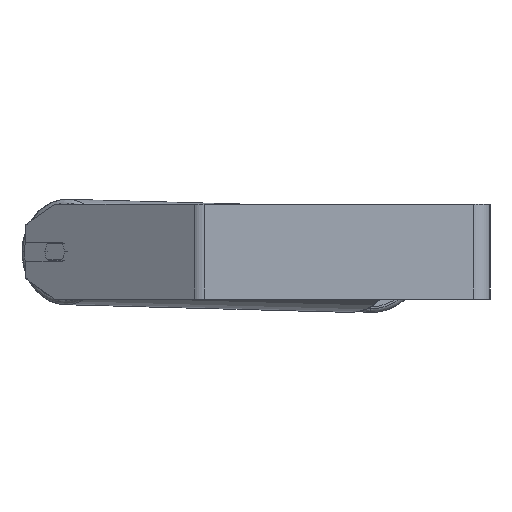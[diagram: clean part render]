
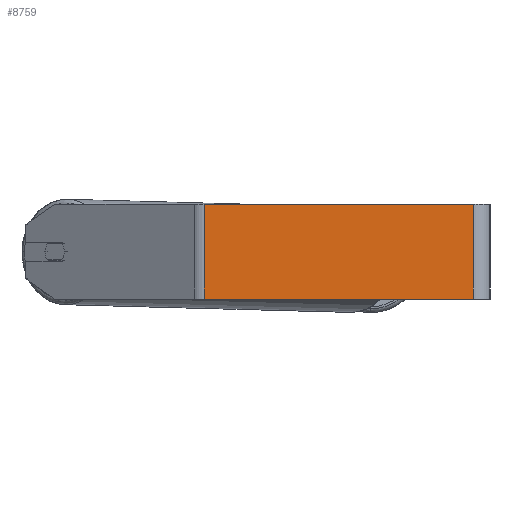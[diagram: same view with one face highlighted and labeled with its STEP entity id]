
A CAD part, left-side view. The second image highlights one B-rep face of the part: STEP entity #8759.
In plain terms, the highlighted planar face has unit normal (-1, 0, 0).
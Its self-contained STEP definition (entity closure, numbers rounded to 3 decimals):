
#2 = DIRECTION ( 'NONE',  ( 0., 0., -1. ) ) ;
#29 = ORIENTED_EDGE ( 'NONE', *, *, #5121, .F. ) ;
#175 = EDGE_LOOP ( 'NONE', ( #2201, #29, #2524, #2172 ) ) ;
#252 = CARTESIAN_POINT ( 'NONE',  ( -700., 241.283, 40. ) ) ;
#605 = EDGE_CURVE ( 'NONE', #6502, #2967, #4255, .T. ) ;
#836 = EDGE_CURVE ( 'NONE', #2967, #5662, #8080, .T. ) ;
#1305 = CARTESIAN_POINT ( 'NONE',  ( -700., 14., 40. ) ) ;
#1917 = LINE ( 'NONE', #4545, #8749 ) ;
#2172 = ORIENTED_EDGE ( 'NONE', *, *, #605, .T. ) ;
#2201 = ORIENTED_EDGE ( 'NONE', *, *, #836, .T. ) ;
#2524 = ORIENTED_EDGE ( 'NONE', *, *, #6623, .F. ) ;
#2967 = VERTEX_POINT ( 'NONE', #6366 ) ;
#3093 = CARTESIAN_POINT ( 'NONE',  ( -700., 14., 40. ) ) ;
#3131 = LINE ( 'NONE', #1305, #7462 ) ;
#3245 = PLANE ( 'NONE',  #4847 ) ;
#3300 = DIRECTION ( 'NONE',  ( 0., -1., 0. ) ) ;
#4031 = DIRECTION ( 'NONE',  ( 0., 0., -1. ) ) ;
#4255 = LINE ( 'NONE', #6072, #7412 ) ;
#4545 = CARTESIAN_POINT ( 'NONE',  ( -700., 245.697, 40. ) ) ;
#4714 = CARTESIAN_POINT ( 'NONE',  ( -700., 14., -40. ) ) ;
#4847 = AXIS2_PLACEMENT_3D ( 'NONE', #7942, #6740, #4031 ) ;
#5121 = EDGE_CURVE ( 'NONE', #6170, #5662, #3131, .T. ) ;
#5249 = FACE_OUTER_BOUND ( 'NONE', #175, .T. ) ;
#5662 = VERTEX_POINT ( 'NONE', #4714 ) ;
#6072 = CARTESIAN_POINT ( 'NONE',  ( -700., 241.283, 40. ) ) ;
#6170 = VERTEX_POINT ( 'NONE', #3093 ) ;
#6366 = CARTESIAN_POINT ( 'NONE',  ( -700., 241.283, -40. ) ) ;
#6502 = VERTEX_POINT ( 'NONE', #252 ) ;
#6623 = EDGE_CURVE ( 'NONE', #6502, #6170, #1917, .T. ) ;
#6740 = DIRECTION ( 'NONE',  ( 1., 0., 0. ) ) ;
#7300 = DIRECTION ( 'NONE',  ( 0., 0., -1. ) ) ;
#7342 = CARTESIAN_POINT ( 'NONE',  ( -700., 245.697, -40. ) ) ;
#7412 = VECTOR ( 'NONE', #2, 1000. ) ;
#7462 = VECTOR ( 'NONE', #7300, 1000. ) ;
#7942 = CARTESIAN_POINT ( 'NONE',  ( -700., 245.697, 40. ) ) ;
#8080 = LINE ( 'NONE', #7342, #8682 ) ;
#8611 = DIRECTION ( 'NONE',  ( 0., -1., 0. ) ) ;
#8682 = VECTOR ( 'NONE', #3300, 1000. ) ;
#8749 = VECTOR ( 'NONE', #8611, 1000. ) ;
#8759 = ADVANCED_FACE ( 'NONE', ( #5249 ), #3245, .F. ) ;
